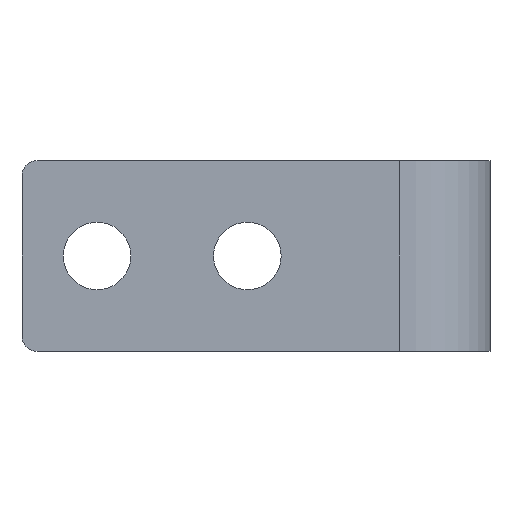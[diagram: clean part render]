
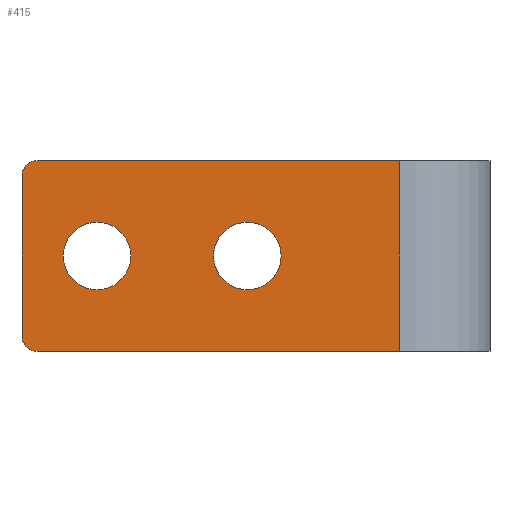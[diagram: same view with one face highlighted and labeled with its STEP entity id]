
A CAD part, front view. The second image highlights one B-rep face of the part: STEP entity #415.
In plain terms, the highlighted planar face has unit normal (0, -1, 0).
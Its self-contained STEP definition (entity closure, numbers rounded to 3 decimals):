
#15=FACE_BOUND('',#64,.T.);
#16=FACE_BOUND('',#65,.T.);
#24=PLANE('',#475);
#41=FACE_OUTER_BOUND('',#63,.T.);
#63=EDGE_LOOP('',(#311,#312,#313,#314,#315,#316));
#64=EDGE_LOOP('',(#317,#318));
#65=EDGE_LOOP('',(#319,#320));
#93=LINE('',#687,#125);
#96=LINE('',#693,#128);
#97=LINE('',#697,#129);
#98=LINE('',#698,#130);
#125=VECTOR('',#557,10.);
#128=VECTOR('',#562,10.);
#129=VECTOR('',#565,10.);
#130=VECTOR('',#566,10.);
#161=CIRCLE('',#464,2.25);
#162=CIRCLE('',#465,2.25);
#165=CIRCLE('',#469,2.25);
#166=CIRCLE('',#470,2.25);
#168=CIRCLE('',#473,1.);
#169=CIRCLE('',#476,1.);
#189=VERTEX_POINT('',#661);
#190=VERTEX_POINT('',#663);
#193=VERTEX_POINT('',#671);
#194=VERTEX_POINT('',#673);
#197=VERTEX_POINT('',#680);
#198=VERTEX_POINT('',#682);
#199=VERTEX_POINT('',#686);
#201=VERTEX_POINT('',#692);
#202=VERTEX_POINT('',#694);
#203=VERTEX_POINT('',#696);
#232=EDGE_CURVE('',#190,#189,#161,.T.);
#233=EDGE_CURVE('',#189,#190,#162,.T.);
#237=EDGE_CURVE('',#194,#193,#165,.T.);
#238=EDGE_CURVE('',#193,#194,#166,.T.);
#241=EDGE_CURVE('',#197,#198,#168,.T.);
#243=EDGE_CURVE('',#199,#198,#93,.T.);
#246=EDGE_CURVE('',#197,#201,#96,.T.);
#247=EDGE_CURVE('',#202,#201,#169,.T.);
#248=EDGE_CURVE('',#202,#203,#97,.T.);
#249=EDGE_CURVE('',#203,#199,#98,.T.);
#311=ORIENTED_EDGE('',*,*,#241,.F.);
#312=ORIENTED_EDGE('',*,*,#246,.T.);
#313=ORIENTED_EDGE('',*,*,#247,.F.);
#314=ORIENTED_EDGE('',*,*,#248,.T.);
#315=ORIENTED_EDGE('',*,*,#249,.T.);
#316=ORIENTED_EDGE('',*,*,#243,.T.);
#317=ORIENTED_EDGE('',*,*,#232,.T.);
#318=ORIENTED_EDGE('',*,*,#233,.T.);
#319=ORIENTED_EDGE('',*,*,#237,.T.);
#320=ORIENTED_EDGE('',*,*,#238,.T.);
#415=ADVANCED_FACE('',(#41,#15,#16),#24,.F.);
#464=AXIS2_PLACEMENT_3D('',#664,#532,#533);
#465=AXIS2_PLACEMENT_3D('',#665,#534,#535);
#469=AXIS2_PLACEMENT_3D('',#674,#543,#544);
#470=AXIS2_PLACEMENT_3D('',#675,#545,#546);
#473=AXIS2_PLACEMENT_3D('',#683,#552,#553);
#475=AXIS2_PLACEMENT_3D('',#691,#560,#561);
#476=AXIS2_PLACEMENT_3D('',#695,#563,#564);
#532=DIRECTION('center_axis',(0.,1.,0.));
#533=DIRECTION('ref_axis',(1.,0.,0.));
#534=DIRECTION('center_axis',(0.,1.,0.));
#535=DIRECTION('ref_axis',(1.,0.,0.));
#543=DIRECTION('center_axis',(0.,1.,0.));
#544=DIRECTION('ref_axis',(1.,0.,0.));
#545=DIRECTION('center_axis',(0.,1.,0.));
#546=DIRECTION('ref_axis',(1.,0.,0.));
#552=DIRECTION('center_axis',(0.,1.,0.));
#553=DIRECTION('ref_axis',(-0.707,0.,0.707));
#557=DIRECTION('',(-1.,0.,0.));
#560=DIRECTION('center_axis',(0.,1.,0.));
#561=DIRECTION('ref_axis',(0.,0.,1.));
#562=DIRECTION('',(0.,0.,-1.));
#563=DIRECTION('center_axis',(0.,1.,0.));
#564=DIRECTION('ref_axis',(-0.707,0.,-0.707));
#565=DIRECTION('',(1.,0.,0.));
#566=DIRECTION('',(0.,0.,1.));
#661=CARTESIAN_POINT('',(-12.825,0.,0.));
#663=CARTESIAN_POINT('',(-8.325,0.,0.));
#664=CARTESIAN_POINT('Origin',(-10.575,0.,0.));
#665=CARTESIAN_POINT('Origin',(-10.575,0.,0.));
#671=CARTESIAN_POINT('',(-2.825,0.,0.));
#673=CARTESIAN_POINT('',(1.675,0.,0.));
#674=CARTESIAN_POINT('Origin',(-0.575,0.,0.));
#675=CARTESIAN_POINT('Origin',(-0.575,0.,0.));
#680=CARTESIAN_POINT('',(-15.575,0.,5.35));
#682=CARTESIAN_POINT('',(-14.575,0.,6.35));
#683=CARTESIAN_POINT('Origin',(-14.575,0.,5.35));
#686=CARTESIAN_POINT('',(9.575,0.,6.35));
#687=CARTESIAN_POINT('',(15.575,0.,6.35));
#691=CARTESIAN_POINT('Origin',(0.,0.,0.));
#692=CARTESIAN_POINT('',(-15.575,0.,-5.35));
#693=CARTESIAN_POINT('',(-15.575,0.,6.35));
#694=CARTESIAN_POINT('',(-14.575,0.,-6.35));
#695=CARTESIAN_POINT('Origin',(-14.575,0.,-5.35));
#696=CARTESIAN_POINT('',(9.575,0.,-6.35));
#697=CARTESIAN_POINT('',(-15.575,0.,-6.35));
#698=CARTESIAN_POINT('',(9.575,0.,-3.175));
